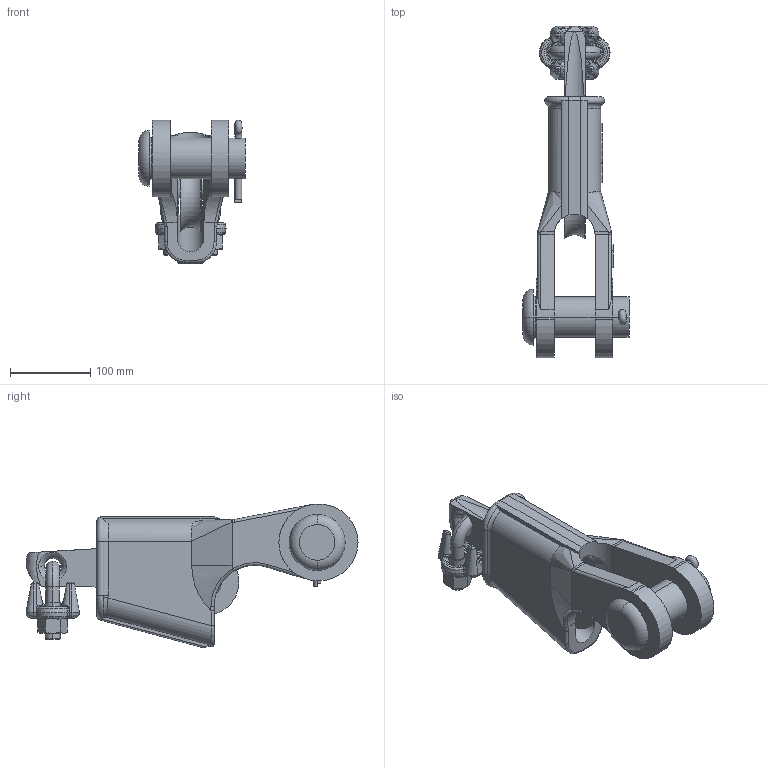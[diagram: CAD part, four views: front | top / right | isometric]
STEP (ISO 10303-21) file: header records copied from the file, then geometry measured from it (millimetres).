
FILE_DESCRIPTION((''),'2;1');
FILE_NAME('CROSBY_421T_1_00_1035045','2008-02-01T',('adoughty'),('The Crosby Group, Inc.'),'PRO/ENGINEER BY PARAMETRIC TECHNOLOGY CORPORATION, 2006080','PRO/ENGINEER BY PARAMETRIC TECHNOLOGY CORPORATION, 2006080','');
FILE_SCHEMA(('CONFIG_CONTROL_DESIGN'));
Length unit declared in the file: inch
Products named in the file (1): CROSBY_421T_1_00_1035045
Bounding box: 132.08 x 413.64 x 178.98 mm (x, y, z)
Volume: 2030865.7 mm3; surface area: 290039.8 mm2
Topology: 4 solids, 4 shells, 656 faces, 1683 edges, 1053 vertices
Faces by surface type: plane 307, cylinder 114, bspline 106, torus 51, cone 43, extrusion 35
Entity records: 26762 total; most frequent: CARTESIAN_POINT 11674, ORIENTED_EDGE 3366, DIRECTION 2778, EDGE_CURVE 1683, VERTEX_POINT 1053, AXIS2_PLACEMENT_3D 932, VECTOR 914, LINE 879
